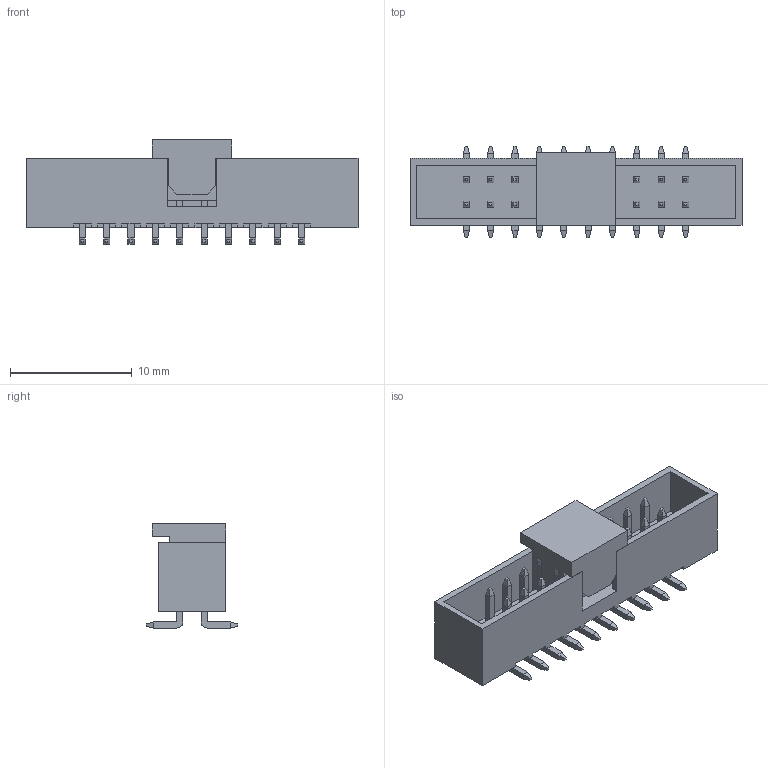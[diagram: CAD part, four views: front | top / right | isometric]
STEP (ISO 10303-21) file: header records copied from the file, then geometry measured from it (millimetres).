
FILE_DESCRIPTION( ( 'Unknown' ), '1' );
FILE_NAME( '62502020621.stp', 'Unknown', ( 'Unknown' ), ( 'Unknown' ), 'PSStep 15.0.49', 'Unknown', ' ' );
FILE_SCHEMA( ( 'AUTOMOTIVE_DESIGN { 1 0 10303 214 1 1 1 1 }' ) );
Length unit declared in the file: millimetre
Products named in the file (4): Assem1; 62502021621; 6253xx20621_PIN; 6253xx20621_PAD
Assembly tree (22 placements, depth 2):
  Assem1
    62502021621
    6253xx20621_PIN  x20
    6253xx20621_PAD
Bounding box: 27.25 x 7.5 x 8.55 mm (x, y, z)
Volume: 516.4 mm3; surface area: 1615.1 mm2
Topology: 22 solids, 22 shells, 582 faces, 1454 edges, 916 vertices
Faces by surface type: plane 562, cylinder 20
Entity records: 10717 total; most frequent: CARTESIAN_POINT 1531, ORIENTED_EDGE 1502, DIRECTION 1317, EDGE_CURVE 751, LINE 749, VECTOR 749, VERTEX_POINT 498, EDGE_LOOP 299
